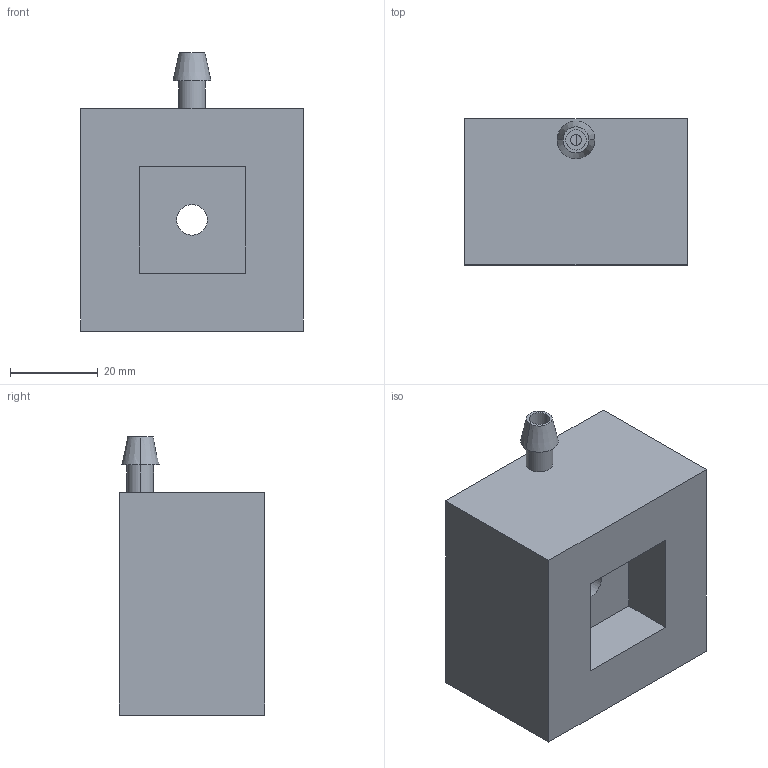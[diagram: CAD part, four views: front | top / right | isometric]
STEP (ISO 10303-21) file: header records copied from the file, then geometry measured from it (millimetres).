
FILE_DESCRIPTION (( 'STEP AP203' ), '1' );
FILE_NAME ('GENERATOR!.STEP', '2025-05-06T18:01:32', ( '' ), ( '' ), 'SwSTEP 2.0', 'SolidWorks 2021', '' );
FILE_SCHEMA (( 'CONFIG_CONTROL_DESIGN' ));
Length unit declared in the file: inch
Products named in the file (1): GENERATOR!
Bounding box: 50.8 x 33.32 x 63.5 mm (x, y, z)
Volume: 70482.4 mm3; surface area: 14712.5 mm2
Topology: 1 solids, 1 shells, 28 faces, 65 edges, 42 vertices
Faces by surface type: plane 14, cylinder 10, cone 4
Entity records: 924 total; most frequent: CARTESIAN_POINT 182, DIRECTION 141, ORIENTED_EDGE 130, EDGE_CURVE 65, AXIS2_PLACEMENT_3D 51, VERTEX_POINT 42, LINE 39, VECTOR 39
